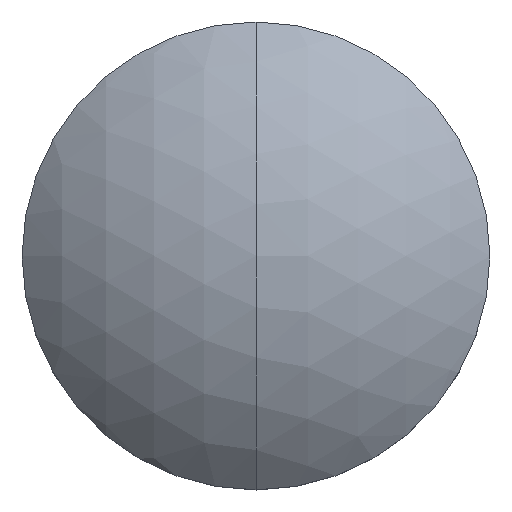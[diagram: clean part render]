
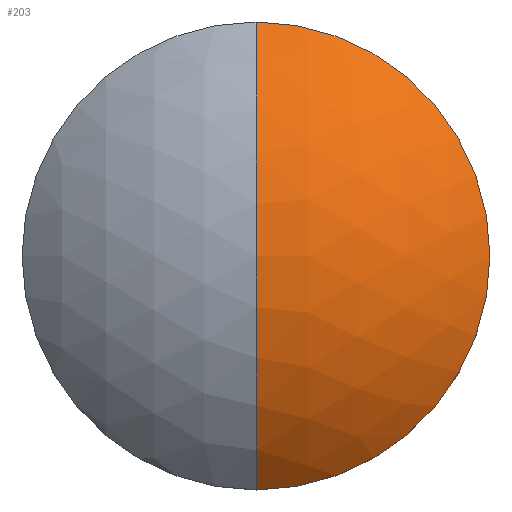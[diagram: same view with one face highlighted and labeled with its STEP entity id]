
A CAD part, top view. The second image highlights one B-rep face of the part: STEP entity #203.
In plain terms, the highlighted spherical face has radius 9.134 mm.
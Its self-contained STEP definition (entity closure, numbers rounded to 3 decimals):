
#10 = VERTEX_POINT ( 'NONE', #160 ) ;
#17 = AXIS2_PLACEMENT_3D ( 'NONE', #152, #34, #142 ) ;
#22 = CARTESIAN_POINT ( 'NONE',  ( 0., 0., -0.283 ) ) ;
#34 = DIRECTION ( 'NONE',  ( 1., 0., 0. ) ) ;
#50 = AXIS2_PLACEMENT_3D ( 'NONE', #22, #98, #76 ) ;
#51 = CIRCLE ( 'NONE', #50, 6.35 ) ;
#53 = DIRECTION ( 'NONE',  ( -1., 0., 0. ) ) ;
#70 = AXIS2_PLACEMENT_3D ( 'NONE', #113, #53, #223 ) ;
#72 = CIRCLE ( 'NONE', #70, 9.134 ) ;
#76 = DIRECTION ( 'NONE',  ( 0., 1., 0. ) ) ;
#78 = FACE_OUTER_BOUND ( 'NONE', #222, .T. ) ;
#85 = AXIS2_PLACEMENT_3D ( 'NONE', #133, #138, #207 ) ;
#87 = CARTESIAN_POINT ( 'NONE',  ( 0., -6.35, -0.283 ) ) ;
#98 = DIRECTION ( 'NONE',  ( 0., 0., -1. ) ) ;
#101 = SPHERICAL_SURFACE ( 'NONE', #85, 9.134 ) ;
#107 = VERTEX_POINT ( 'NONE', #198 ) ;
#113 = CARTESIAN_POINT ( 'NONE',  ( 0., 0., -6.849 ) ) ;
#124 = EDGE_CURVE ( 'NONE', #107, #248, #51, .T. ) ;
#133 = CARTESIAN_POINT ( 'NONE',  ( 0., 0., -6.849 ) ) ;
#138 = DIRECTION ( 'NONE',  ( 1., 0., 0. ) ) ;
#139 = EDGE_CURVE ( 'NONE', #10, #248, #151, .T. ) ;
#142 = DIRECTION ( 'NONE',  ( 0., 1., 0. ) ) ;
#151 = CIRCLE ( 'NONE', #17, 9.134 ) ;
#152 = CARTESIAN_POINT ( 'NONE',  ( 0., 0., -6.849 ) ) ;
#160 = CARTESIAN_POINT ( 'NONE',  ( 0., 0., 2.285 ) ) ;
#169 = ORIENTED_EDGE ( 'NONE', *, *, #139, .T. ) ;
#177 = EDGE_CURVE ( 'NONE', #10, #107, #72, .T. ) ;
#180 = ORIENTED_EDGE ( 'NONE', *, *, #177, .F. ) ;
#188 = ORIENTED_EDGE ( 'NONE', *, *, #124, .F. ) ;
#198 = CARTESIAN_POINT ( 'NONE',  ( 0., 6.35, -0.283 ) ) ;
#203 = ADVANCED_FACE ( 'NONE', ( #78 ), #101, .T. ) ;
#207 = DIRECTION ( 'NONE',  ( 0., 1., 0. ) ) ;
#222 = EDGE_LOOP ( 'NONE', ( #180, #169, #188 ) ) ;
#223 = DIRECTION ( 'NONE',  ( 0., 0., 1. ) ) ;
#248 = VERTEX_POINT ( 'NONE', #87 ) ;
